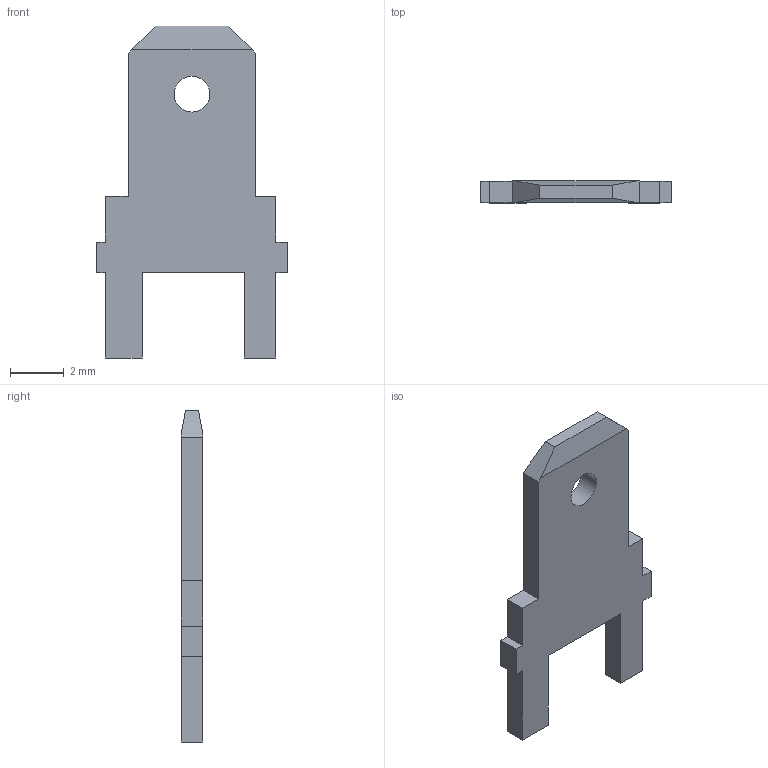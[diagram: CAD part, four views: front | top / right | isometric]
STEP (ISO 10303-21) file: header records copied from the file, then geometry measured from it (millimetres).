
FILE_DESCRIPTION((''),'2;1');
FILE_NAME('C-1217057-1','2014-01-21T',('workeradm'),('Tyco Electronics Ltd.'),'PRO/ENGINEER BY PARAMETRIC TECHNOLOGY CORPORATION, 2013050','PRO/ENGINEER BY PARAMETRIC TECHNOLOGY CORPORATION, 2013050','');
FILE_SCHEMA(('AUTOMOTIVE_DESIGN { 1 0 10303 214 1 1 1 1 }'));
Length unit declared in the file: millimetre
Products named in the file (1): C-1217057-1
Bounding box: 7.11 x 0.8 x 12.37 mm (x, y, z)
Volume: 43.3 mm3; surface area: 147 mm2
Topology: 1 solids, 1 shells, 28 faces, 78 edges, 52 vertices
Faces by surface type: plane 26, cylinder 2
Entity records: 1066 total; most frequent: CARTESIAN_POINT 160, ORIENTED_EDGE 156, DIRECTION 138, COLOUR_RGB 126, EDGE_CURVE 78, VECTOR 74, LINE 74, VERTEX_POINT 52
